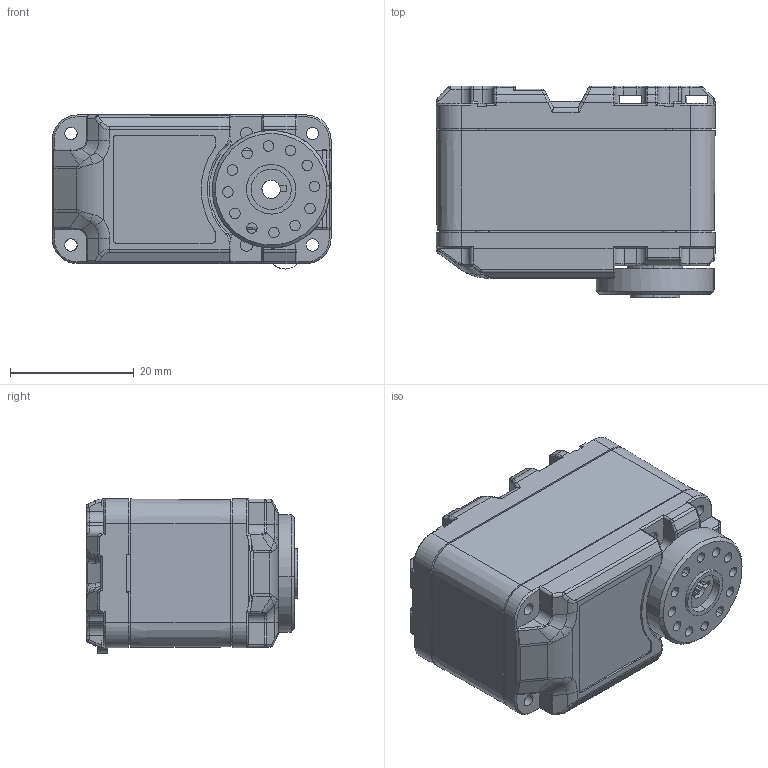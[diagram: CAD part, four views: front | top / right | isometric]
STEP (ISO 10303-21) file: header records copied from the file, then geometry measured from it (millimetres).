
FILE_DESCRIPTION((''),'2;1');
FILE_NAME('TORQUE_VERSION_12_017_ASM_223_A_ASM','2024-08-01T16:06:43',('iamar'),(''),'CREO PARAMETRIC BY PTC INC, 2022073','CREO PARAMETRIC BY PTC INC, 2022073','');
FILE_SCHEMA(('CONFIG_CONTROL_DESIGN'));
Length unit declared in the file: millimetre
Products named in the file (5): CASE_228_1; TOP_191_1; BOTTOM_CASE_290; HORN_44; TORQUE_VERSION_12_017_ASM_223_A_ASM
Assembly tree (4 placements, depth 2):
  TORQUE_VERSION_12_017_ASM_223_A_ASM
    CASE_228_1
    TOP_191_1
    BOTTOM_CASE_290
    HORN_44
Bounding box: 45.1 x 34.2 x 24.87 mm (x, y, z)
Volume: 10236 mm3; surface area: 16676.8 mm2
Topology: 4 solids, 5 shells, 1712 faces, 4824 edges, 3112 vertices
Faces by surface type: plane 853, cylinder 611, torus 81, bspline 74, cone 63, sphere 30
Entity records: 59081 total; most frequent: CARTESIAN_POINT 14148, ORIENTED_EDGE 9581, DIRECTION 9366, EDGE_CURVE 4794, AXIS2_PLACEMENT_3D 3233, VERTEX_POINT 3112, VECTOR 2900, LINE 2900
